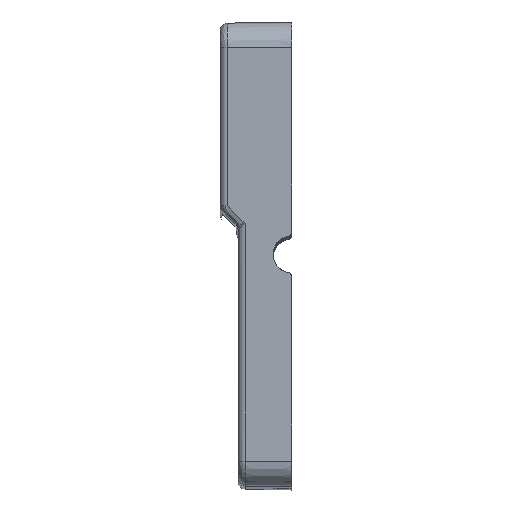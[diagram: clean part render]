
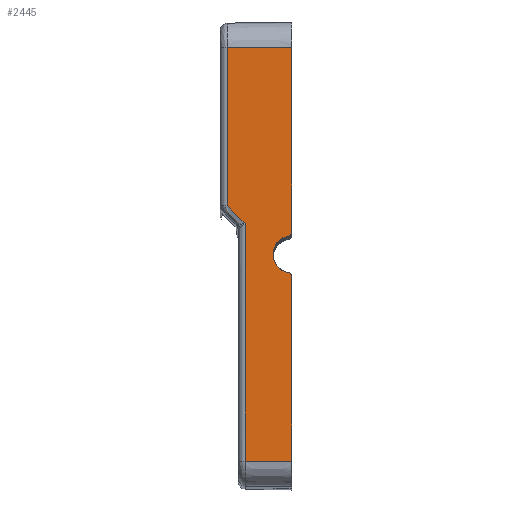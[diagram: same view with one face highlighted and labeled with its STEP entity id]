
A CAD part, top view. The second image highlights one B-rep face of the part: STEP entity #2445.
In plain terms, the highlighted planar face has unit normal (-0.018, 0, 1).
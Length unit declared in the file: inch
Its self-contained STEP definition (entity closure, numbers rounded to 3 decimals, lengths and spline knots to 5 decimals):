
#546 = DIRECTION ( 'NONE',  ( 0., -1., 0. ) ) ;
#944 = EDGE_LOOP ( 'NONE', ( #27225, #32971, #33512, #25159, #38189, #28080, #42188, #9344, #3630, #40265 ) ) ;
#1195 = CARTESIAN_POINT ( 'NONE',  ( -0.01748, -0.12896, 6.44469 ) ) ;
#2293 = VECTOR ( 'NONE', #546, 39.37008 ) ;
#2445 = ADVANCED_FACE ( 'NONE', ( #23987 ), #5715, .T. ) ;
#3464 = CARTESIAN_POINT ( 'NONE',  ( 0., -1.445, 6.445 ) ) ;
#3517 = B_SPLINE_CURVE_WITH_KNOTS ( 'NONE', 3,
 ( #18372, #33447, #10002, #29762, #44802, #40107 ),
 .UNSPECIFIED., .F., .F.,
 ( 4, 2, 4 ),
 ( 0., 0.5, 1. ),
 .UNSPECIFIED. ) ;
#3547 = CARTESIAN_POINT ( 'NONE',  ( -0.45087, 1.445, 6.43713 ) ) ;
#3630 = ORIENTED_EDGE ( 'NONE', *, *, #42671, .T. ) ;
#3953 = CARTESIAN_POINT ( 'NONE',  ( 0., -0.1488, 6.445 ) ) ;
#4573 = CARTESIAN_POINT ( 'NONE',  ( -0.22185, -0.10301, 6.44113 ) ) ;
#5229 = DIRECTION ( 'NONE',  ( -0.017, 0., 1. ) ) ;
#5254 = LINE ( 'NONE', #31187, #43764 ) ;
#5715 = PLANE ( 'NONE',  #29723 ) ;
#8012 = CARTESIAN_POINT ( 'NONE',  ( -0.37494, 1.445, 6.43846 ) ) ;
#9033 = CARTESIAN_POINT ( 'NONE',  ( 0., 1.445, 6.445 ) ) ;
#9344 = ORIENTED_EDGE ( 'NONE', *, *, #31468, .F. ) ;
#10002 = CARTESIAN_POINT ( 'NONE',  ( -0.00111, 0.14067, 6.44497 ) ) ;
#10096 = CARTESIAN_POINT ( 'NONE',  ( 0., 0.1488, 6.445 ) ) ;
#10183 = CARTESIAN_POINT ( 'NONE',  ( -0.37494, -1.445, 6.43846 ) ) ;
#11215 = CARTESIAN_POINT ( 'NONE',  ( -0.32587, 0.21468, 6.43931 ) ) ;
#11338 = VECTOR ( 'NONE', #25073, 39.37008 ) ;
#11804 = CARTESIAN_POINT ( 'NONE',  ( -0.01748, -0.12896, 6.44469 ) ) ;
#12408 = EDGE_CURVE ( 'NONE', #24666, #30926, #43101, .T. ) ;
#13245 = CARTESIAN_POINT ( 'NONE',  ( -0.45087, 0.33964, 6.43713 ) ) ;
#13897 = DIRECTION ( 'NONE',  ( 1., 0., 0.017 ) ) ;
#14238 = EDGE_CURVE ( 'NONE', #38548, #42392, #30325, .T. ) ;
#15928 = EDGE_CURVE ( 'NONE', #31657, #27867, #34177, .T. ) ;
#17235 = VECTOR ( 'NONE', #34185, 39.37008 ) ;
#18372 = CARTESIAN_POINT ( 'NONE',  ( 0., 0.1488, 6.445 ) ) ;
#18507 = CARTESIAN_POINT ( 'NONE',  ( -0.32587, 0.0975, 6.43931 ) ) ;
#18767 = EDGE_CURVE ( 'NONE', #28479, #32368, #3517, .T. ) ;
#20304 = DIRECTION ( 'NONE',  ( 0., 1., 0. ) ) ;
#21739 = LINE ( 'NONE', #18507, #23737 ) ;
#21957 = CARTESIAN_POINT ( 'NONE',  ( -0.45087, 0.33964, 6.43713 ) ) ;
#23737 = VECTOR ( 'NONE', #29888, 39.37008 ) ;
#23987 = FACE_OUTER_BOUND ( 'NONE', #944, .T. ) ;
#24666 = VERTEX_POINT ( 'NONE', #21957 ) ;
#24995 = LINE ( 'NONE', #10183, #28811 ) ;
#25073 = DIRECTION ( 'NONE',  ( 0.707, -0.707, 0.012 ) ) ;
#25159 = ORIENTED_EDGE ( 'NONE', *, *, #42632, .T. ) ;
#26672 = EDGE_CURVE ( 'NONE', #39411, #42392, #37883, .T. ) ;
#27013 = CARTESIAN_POINT ( 'NONE',  ( 0., 0., 6.445 ) ) ;
#27014 = EDGE_CURVE ( 'NONE', #27867, #24666, #33891, .T. ) ;
#27225 = ORIENTED_EDGE ( 'NONE', *, *, #14238, .F. ) ;
#27867 = VERTEX_POINT ( 'NONE', #3547 ) ;
#28080 = ORIENTED_EDGE ( 'NONE', *, *, #27014, .T. ) ;
#28479 = VERTEX_POINT ( 'NONE', #10096 ) ;
#28811 = VECTOR ( 'NONE', #13897, 39.37008 ) ;
#29723 = AXIS2_PLACEMENT_3D ( 'NONE', #35835, #5229, #35327 ) ;
#29762 = CARTESIAN_POINT ( 'NONE',  ( -0.00688, 0.13296, 6.44487 ) ) ;
#29888 = DIRECTION ( 'NONE',  ( 0., 1., 0. ) ) ;
#30325 = B_SPLINE_CURVE_WITH_KNOTS ( 'NONE', 3,
 ( #1195, #34061, #37760, #31091, #42185, #3953 ),
 .UNSPECIFIED., .F., .F.,
 ( 4, 2, 4 ),
 ( 0., 0.5, 1. ),
 .UNSPECIFIED. ) ;
#30752 = CARTESIAN_POINT ( 'NONE',  ( -0.01748, 0.12896, 6.44469 ) ) ;
#30926 = VERTEX_POINT ( 'NONE', #11215 ) ;
#31091 = CARTESIAN_POINT ( 'NONE',  ( -0.00111, -0.14067, 6.44497 ) ) ;
#31187 = CARTESIAN_POINT ( 'NONE',  ( 0., 0., 6.445 ) ) ;
#31428 =( BOUNDED_CURVE ( )  B_SPLINE_CURVE ( 3, ( #35162, #4573, #34680, #30752 ),
 .UNSPECIFIED., .F., .F. ) 
 B_SPLINE_CURVE_WITH_KNOTS ( ( 4, 4 ),
 ( 1.69713, 4.58605 ),
 .UNSPECIFIED. ) 
 CURVE ( )  GEOMETRIC_REPRESENTATION_ITEM ( )  RATIONAL_B_SPLINE_CURVE ( ( 1., 0.417, 0.417, 1. ) ) 
 REPRESENTATION_ITEM ( '' )  );
#31468 = EDGE_CURVE ( 'NONE', #42090, #30926, #21739, .T. ) ;
#31657 = VERTEX_POINT ( 'NONE', #9033 ) ;
#32368 = VERTEX_POINT ( 'NONE', #48183 ) ;
#32971 = ORIENTED_EDGE ( 'NONE', *, *, #38026, .T. ) ;
#33447 = CARTESIAN_POINT ( 'NONE',  ( 0., 0.14505, 6.445 ) ) ;
#33512 = ORIENTED_EDGE ( 'NONE', *, *, #18767, .F. ) ;
#33891 = LINE ( 'NONE', #41774, #2293 ) ;
#34061 = CARTESIAN_POINT ( 'NONE',  ( -0.01165, -0.1297, 6.4448 ) ) ;
#34177 = LINE ( 'NONE', #8012, #35932 ) ;
#34185 = DIRECTION ( 'NONE',  ( 0., 1., 0. ) ) ;
#34680 = CARTESIAN_POINT ( 'NONE',  ( -0.22185, 0.10301, 6.44113 ) ) ;
#35162 = CARTESIAN_POINT ( 'NONE',  ( -0.01748, -0.12896, 6.44469 ) ) ;
#35327 = DIRECTION ( 'NONE',  ( 1., 0., 0.017 ) ) ;
#35835 = CARTESIAN_POINT ( 'NONE',  ( -0.37494, 0., 6.43846 ) ) ;
#35932 = VECTOR ( 'NONE', #40866, 39.37008 ) ;
#37760 = CARTESIAN_POINT ( 'NONE',  ( -0.00688, -0.13296, 6.44487 ) ) ;
#37883 = LINE ( 'NONE', #27013, #17235 ) ;
#38026 = EDGE_CURVE ( 'NONE', #38548, #32368, #31428, .T. ) ;
#38189 = ORIENTED_EDGE ( 'NONE', *, *, #15928, .T. ) ;
#38548 = VERTEX_POINT ( 'NONE', #11804 ) ;
#39411 = VERTEX_POINT ( 'NONE', #3464 ) ;
#40107 = CARTESIAN_POINT ( 'NONE',  ( -0.01748, 0.12896, 6.44469 ) ) ;
#40265 = ORIENTED_EDGE ( 'NONE', *, *, #26672, .T. ) ;
#40866 = DIRECTION ( 'NONE',  ( -1., 0., -0.017 ) ) ;
#41076 = CARTESIAN_POINT ( 'NONE',  ( 0., -0.1488, 6.445 ) ) ;
#41774 = CARTESIAN_POINT ( 'NONE',  ( -0.45087, 0., 6.43713 ) ) ;
#42090 = VERTEX_POINT ( 'NONE', #42093 ) ;
#42093 = CARTESIAN_POINT ( 'NONE',  ( -0.32587, -1.445, 6.43931 ) ) ;
#42185 = CARTESIAN_POINT ( 'NONE',  ( 0., -0.14505, 6.445 ) ) ;
#42188 = ORIENTED_EDGE ( 'NONE', *, *, #12408, .T. ) ;
#42392 = VERTEX_POINT ( 'NONE', #41076 ) ;
#42632 = EDGE_CURVE ( 'NONE', #28479, #31657, #5254, .T. ) ;
#42671 = EDGE_CURVE ( 'NONE', #42090, #39411, #24995, .T. ) ;
#43101 = LINE ( 'NONE', #13245, #11338 ) ;
#43764 = VECTOR ( 'NONE', #20304, 39.37008 ) ;
#44802 = CARTESIAN_POINT ( 'NONE',  ( -0.01165, 0.1297, 6.4448 ) ) ;
#48183 = CARTESIAN_POINT ( 'NONE',  ( -0.01748, 0.12896, 6.44469 ) ) ;
